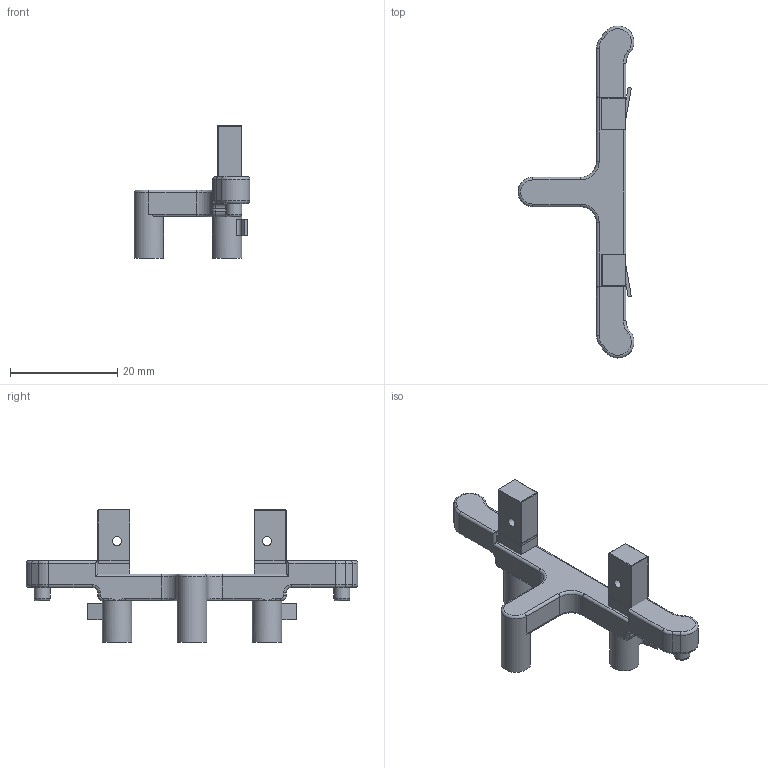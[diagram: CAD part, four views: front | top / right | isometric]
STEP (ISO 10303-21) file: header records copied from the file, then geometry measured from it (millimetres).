
FILE_DESCRIPTION(/* description */ (''),/* implementation_level */ '2;1');
FILE_NAME(/* name */ 'Front Axle.step',/* time_stamp */ '2023-01-29T12:16:34-08:00',/* author */ (''),/* organization */ (''),/* preprocessor_version */ 'ST-DEVELOPER v19',/* originating_system */ 'Autodesk Translation Framework v11.7.0.108',/* authorisation */ '');
FILE_SCHEMA (('AUTOMOTIVE_DESIGN { 1 0 10303 214 3 1 1 }'));
Length unit declared in the file: millimetre
Products named in the file (1): Front Axle
Bounding box: 21.64 x 62 x 24.7 mm (x, y, z)
Volume: 3270.1 mm3; surface area: 3008.8 mm2
Topology: 7 solids, 7 shells, 177 faces, 404 edges, 238 vertices
Faces by surface type: cylinder 79, plane 59, torus 25, bspline 8, sphere 6
Full cylindrical faces by diameter (mm): 1.7 x5, 3 x2, 5.5 x3
Entity records: 5120 total; most frequent: CARTESIAN_POINT 1032, DIRECTION 917, ORIENTED_EDGE 800, EDGE_CURVE 400, AXIS2_PLACEMENT_3D 361, VERTEX_POINT 238, LINE 195, VECTOR 195
